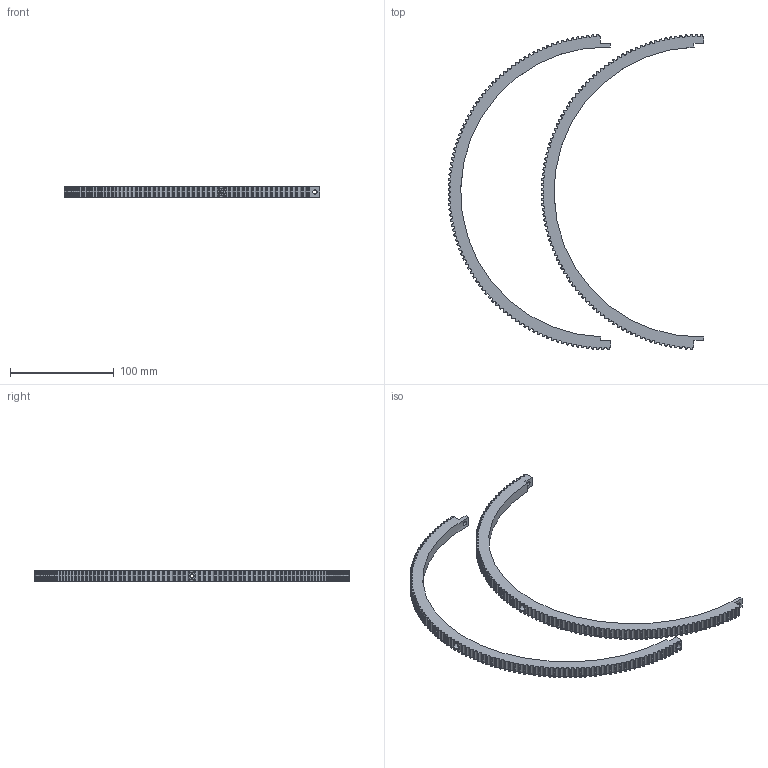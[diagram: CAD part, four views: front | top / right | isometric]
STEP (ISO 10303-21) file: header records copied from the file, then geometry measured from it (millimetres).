
FILE_DESCRIPTION(/* description */ (''),/* implementation_level */ '2;1');
FILE_NAME(/* name */ 'zupcanik veliki_za print_03.03.23 v2.step',/* time_stamp */ '2023-05-05T00:26:32+02:00',/* author */ (''),/* organization */ (''),/* preprocessor_version */ 'ST-DEVELOPER v19.2',/* originating_system */ 'Autodesk Translation Framework v12.4.0.73',/* authorisation */ '');
FILE_SCHEMA (('AUTOMOTIVE_DESIGN { 1 0 10303 214 3 1 1 }'));
Length unit declared in the file: millimetre
Products named in the file (3): zupcanik veliki_za print_03.03.23; Component1; Component2
Assembly tree (2 placements, depth 2):
  zupcanik veliki_za print_03.03.23
    Component1
    Component2
Bounding box: 247.28 x 304.37 x 10 mm (x, y, z)
Volume: 100570.6 mm3; surface area: 44689 mm2
Topology: 2 solids, 2 shells, 832 faces, 2488 edges, 1660 vertices
Faces by surface type: cylinder 812, plane 20
Full cylindrical faces by diameter (mm): 4.1 x6, 7.1 x4
Entity records: 30117 total; most frequent: CARTESIAN_POINT 6181, DIRECTION 5646, ORIENTED_EDGE 4976, EDGE_CURVE 2488, AXIS2_PLACEMENT_3D 2397, VERTEX_POINT 1660, CIRCLE 1560, LINE 852
